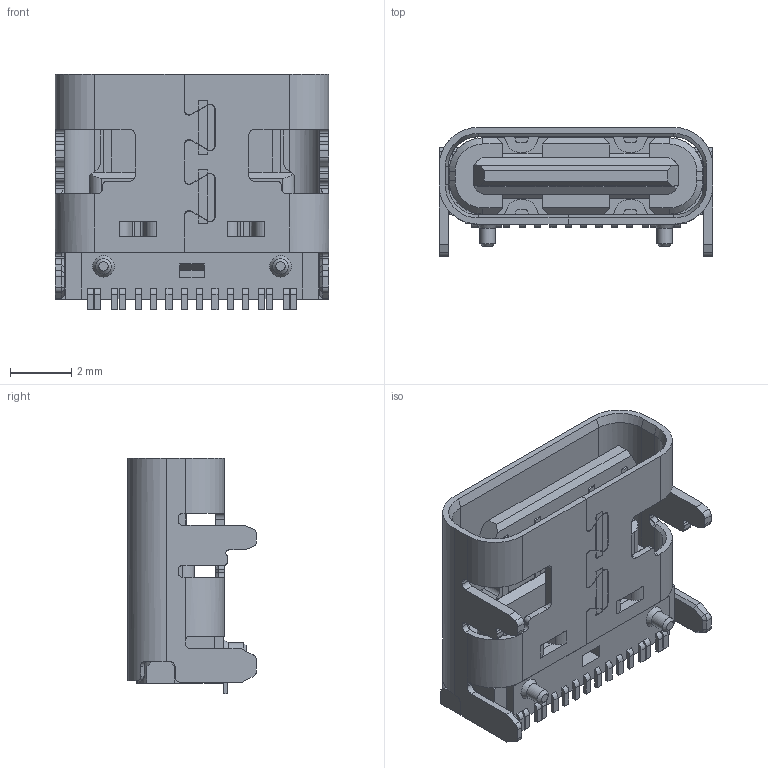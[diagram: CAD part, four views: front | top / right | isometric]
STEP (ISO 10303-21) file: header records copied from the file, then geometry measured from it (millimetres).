
FILE_DESCRIPTION( ( 'STEP AP214' ), '1' );
FILE_NAME( 'USB4105-GF-A.stp', '2022-01-17T07:32:35', ( 'License CC BY-ND 4.0' ), ( 'CADENAS' ), ' ', 'PARTsolutions', ' ' );
FILE_SCHEMA( ( 'AUTOMOTIVE_DESIGN { 1 0 10303 214 1 1 1 1 }' ) );
Length unit declared in the file: millimetre
Products named in the file (3): USB4105-GF-A; Move Face1; Chamfer1
Assembly tree (2 placements, depth 2):
  USB4105-GF-A
    Move Face1
    Chamfer1
Bounding box: 8.94 x 4.21 x 7.7 mm (x, y, z)
Volume: 113.7 mm3; surface area: 484.5 mm2
Topology: 2 solids, 2 shells, 817 faces, 2326 edges, 1509 vertices
Faces by surface type: plane 620, cylinder 150, cone 38, bspline 9
Full cylindrical faces by diameter (mm): 0.5 x2
Entity records: 33463 total; most frequent: CARTESIAN_POINT 5890, ORIENTED_EDGE 4628, DIRECTION 4027, EDGE_CURVE 2314, LINE 1775, VECTOR 1775, VERTEX_POINT 1503, AXIS2_PLACEMENT_3D 1126
